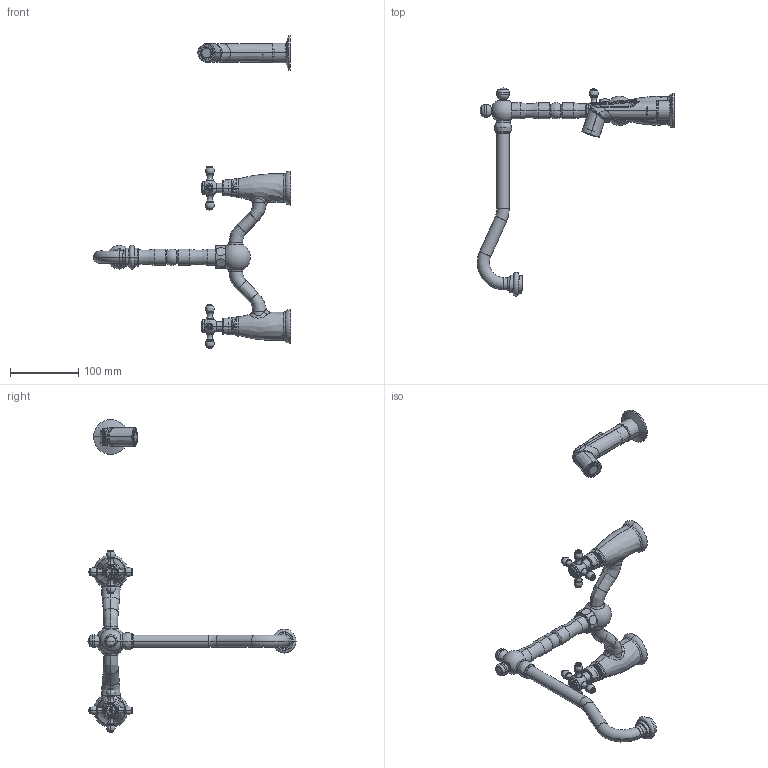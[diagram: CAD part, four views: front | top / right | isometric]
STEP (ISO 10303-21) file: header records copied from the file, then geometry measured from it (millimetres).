
FILE_DESCRIPTION((''),'2;1');
FILE_NAME('8IN_KITCHEN_MIXER_1L222500CP-FE_ASM','2020-07-02T',('hzwu'),(''),'CREO PARAMETRIC BY PTC INC, 2015480','CREO PARAMETRIC BY PTC INC, 2015480','');
FILE_SCHEMA(('AUTOMOTIVE_DESIGN { 1 0 10303 214 1 1 1 1 }'));
Length unit declared in the file: millimetre
Products named in the file (40): MSBR-38; MSBR-37; MSBR-36; MSBR-35; MSBR-34; MSBR-33; MSBR-32; MSBR-31; MSBR-30; MSBR-29; MSBR-28; MSBR-27; MSBR-26; MSBR-25; MSBR-24; MSBR-23; MSBR-22; MSBR-21; MSBR-20; MSBR-19; MSBR-18; MSBR-17; MSBR-16; MSBR-15; MSBR-14; MSBR-13; MSBR-12; MSBR-11; MSBR-10; MSBR-9; MSBR-8; MSBR-7; MSBR-6; MSBR-5; MSBR-4; MSBR-3; MSBR-2; MSBR-1; _8IN_KITCHEN_MIXER_1L222500CP-F; 8IN_KITCHEN_MIXER_1L222500CP-FE_ASM
Assembly tree (39 placements, depth 2):
  8IN_KITCHEN_MIXER_1L222500CP-FE_ASM
    MSBR-38
    MSBR-37
    MSBR-36
    MSBR-35
    MSBR-34
    MSBR-33
    MSBR-32
    MSBR-31
    MSBR-30
    MSBR-29
    MSBR-28
    MSBR-27
    MSBR-26
    MSBR-25
    MSBR-24
    MSBR-23
    MSBR-22
    MSBR-21
    MSBR-20
    MSBR-19
    MSBR-18
    MSBR-17
    MSBR-16
    MSBR-15
    MSBR-14
    MSBR-13
    MSBR-12
    MSBR-11
    MSBR-10
    MSBR-9
    MSBR-8
    MSBR-7
    MSBR-6
    MSBR-5
    MSBR-4
    MSBR-3
    MSBR-2
    MSBR-1
    _8IN_KITCHEN_MIXER_1L222500CP-F
Bounding box: 289.96 x 305.86 x 459.3 mm (x, y, z)
Volume: 471054.7 mm3; surface area: 186996.1 mm2
Topology: 38 solids, 39 shells, 3485 faces, 9127 edges, 5875 vertices
Faces by surface type: plane 1813, cylinder 717, bspline 416, torus 252, cone 183, sphere 55, extrusion 49
Entity records: 161895 total; most frequent: CARTESIAN_POINT 69890, ORIENTED_EDGE 18178, DIRECTION 15507, EDGE_CURVE 9089, VERTEX_POINT 5875, AXIS2_PLACEMENT_3D 5212, VECTOR 5083, LINE 5034
